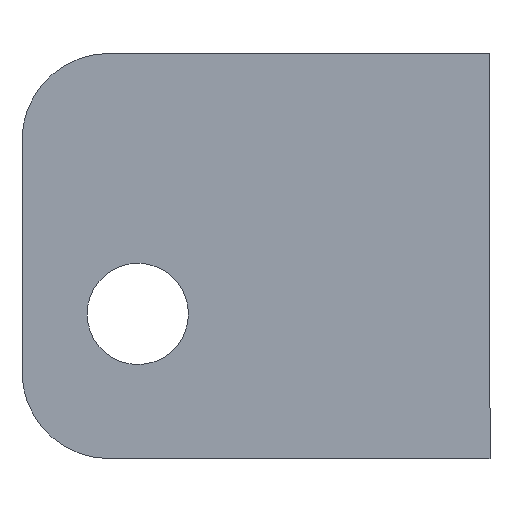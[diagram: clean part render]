
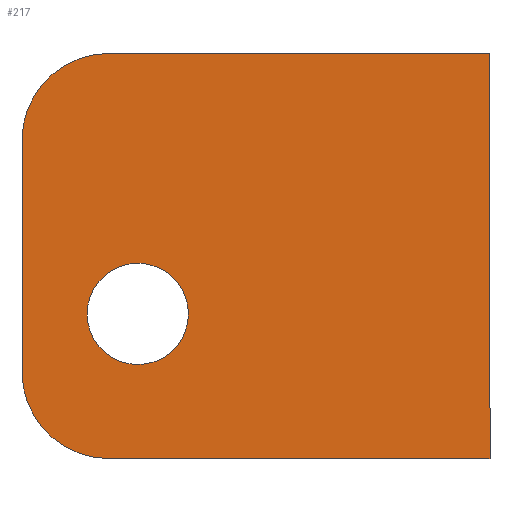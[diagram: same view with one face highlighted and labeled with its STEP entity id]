
A CAD part, front view. The second image highlights one B-rep face of the part: STEP entity #217.
In plain terms, the highlighted planar face has unit normal (0, -1, 0).
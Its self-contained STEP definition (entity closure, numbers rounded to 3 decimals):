
#1 = FACE_OUTER_BOUND ( 'NONE', #292, .T. ) ;
#3 = ORIENTED_EDGE ( 'NONE', *, *, #179, .F. ) ;
#5 = VERTEX_POINT ( 'NONE', #115 ) ;
#14 = AXIS2_PLACEMENT_3D ( 'NONE', #171, #198, #28 ) ;
#19 = VERTEX_POINT ( 'NONE', #333 ) ;
#23 = DIRECTION ( 'NONE',  ( 0., -1., 0. ) ) ;
#24 = DIRECTION ( 'NONE',  ( 0., 0., -1. ) ) ;
#25 = AXIS2_PLACEMENT_3D ( 'NONE', #195, #105, #377 ) ;
#28 = DIRECTION ( 'NONE',  ( 0., 0., 1. ) ) ;
#29 = VECTOR ( 'NONE', #243, 1000. ) ;
#34 = EDGE_LOOP ( 'NONE', ( #3, #296 ) ) ;
#52 = ORIENTED_EDGE ( 'NONE', *, *, #230, .T. ) ;
#54 = VECTOR ( 'NONE', #86, 1000. ) ;
#62 = CIRCLE ( 'NONE', #221, 1.75 ) ;
#72 = CARTESIAN_POINT ( 'NONE',  ( -54., -13., 11. ) ) ;
#73 = CARTESIAN_POINT ( 'NONE',  ( -54., -13., 14. ) ) ;
#78 = CARTESIAN_POINT ( 'NONE',  ( 72.001, -13., 0. ) ) ;
#86 = DIRECTION ( 'NONE',  ( -1., 0., 0. ) ) ;
#87 = EDGE_CURVE ( 'NONE', #331, #19, #149, .T. ) ;
#97 = FACE_BOUND ( 'NONE', #34, .T. ) ;
#99 = ORIENTED_EDGE ( 'NONE', *, *, #352, .F. ) ;
#105 = DIRECTION ( 'NONE',  ( 0., -1., 0. ) ) ;
#107 = VERTEX_POINT ( 'NONE', #364 ) ;
#115 = CARTESIAN_POINT ( 'NONE',  ( -50., -13., 3.25 ) ) ;
#119 = VERTEX_POINT ( 'NONE', #161 ) ;
#120 = ORIENTED_EDGE ( 'NONE', *, *, #87, .T. ) ;
#130 = DIRECTION ( 'NONE',  ( 0., 0., -1. ) ) ;
#149 = CIRCLE ( 'NONE', #367, 3. ) ;
#155 = LINE ( 'NONE', #218, #29 ) ;
#156 = EDGE_CURVE ( 'NONE', #353, #234, #334, .T. ) ;
#161 = CARTESIAN_POINT ( 'NONE',  ( -50., -13., 6.75 ) ) ;
#171 = CARTESIAN_POINT ( 'NONE',  ( -51., -13., 11. ) ) ;
#175 = LINE ( 'NONE', #78, #54 ) ;
#179 = EDGE_CURVE ( 'NONE', #5, #119, #265, .T. ) ;
#185 = ORIENTED_EDGE ( 'NONE', *, *, #269, .F. ) ;
#191 = CARTESIAN_POINT ( 'NONE',  ( 72.001, -13., 14. ) ) ;
#195 = CARTESIAN_POINT ( 'NONE',  ( -50., -13., 5. ) ) ;
#198 = DIRECTION ( 'NONE',  ( 0., -1., 0. ) ) ;
#199 = CIRCLE ( 'NONE', #14, 3. ) ;
#209 = VECTOR ( 'NONE', #24, 1000. ) ;
#215 = DIRECTION ( 'NONE',  ( 0., 0., 1. ) ) ;
#216 = CARTESIAN_POINT ( 'NONE',  ( 72.001, -13., 14. ) ) ;
#217 = ADVANCED_FACE ( 'NONE', ( #97, #1 ), #242, .F. ) ;
#218 = CARTESIAN_POINT ( 'NONE',  ( -37.829, -13., 200. ) ) ;
#221 = AXIS2_PLACEMENT_3D ( 'NONE', #271, #23, #130 ) ;
#230 = EDGE_CURVE ( 'NONE', #300, #331, #323, .T. ) ;
#234 = VERTEX_POINT ( 'NONE', #370 ) ;
#242 = PLANE ( 'NONE',  #297 ) ;
#243 = DIRECTION ( 'NONE',  ( 0., 0., -1. ) ) ;
#244 = CARTESIAN_POINT ( 'NONE',  ( -51., -13., 3. ) ) ;
#265 = CIRCLE ( 'NONE', #25, 1.75 ) ;
#269 = EDGE_CURVE ( 'NONE', #107, #19, #175, .T. ) ;
#271 = CARTESIAN_POINT ( 'NONE',  ( -50., -13., 5. ) ) ;
#274 = DIRECTION ( 'NONE',  ( 0., -1., 0. ) ) ;
#292 = EDGE_LOOP ( 'NONE', ( #52, #120, #185, #99, #358, #336 ) ) ;
#296 = ORIENTED_EDGE ( 'NONE', *, *, #327, .F. ) ;
#297 = AXIS2_PLACEMENT_3D ( 'NONE', #216, #340, #215 ) ;
#300 = VERTEX_POINT ( 'NONE', #72 ) ;
#302 = DIRECTION ( 'NONE',  ( 0., 0., 1. ) ) ;
#304 = CARTESIAN_POINT ( 'NONE',  ( -37.829, -13., 14. ) ) ;
#308 = CARTESIAN_POINT ( 'NONE',  ( -54., -13., 3. ) ) ;
#309 = DIRECTION ( 'NONE',  ( -1., 0., 0. ) ) ;
#311 = EDGE_CURVE ( 'NONE', #234, #300, #199, .T. ) ;
#323 = LINE ( 'NONE', #73, #209 ) ;
#327 = EDGE_CURVE ( 'NONE', #119, #5, #62, .T. ) ;
#331 = VERTEX_POINT ( 'NONE', #308 ) ;
#333 = CARTESIAN_POINT ( 'NONE',  ( -51., -13., 0. ) ) ;
#334 = LINE ( 'NONE', #191, #378 ) ;
#336 = ORIENTED_EDGE ( 'NONE', *, *, #311, .T. ) ;
#340 = DIRECTION ( 'NONE',  ( 0., 1., 0. ) ) ;
#352 = EDGE_CURVE ( 'NONE', #353, #107, #155, .T. ) ;
#353 = VERTEX_POINT ( 'NONE', #304 ) ;
#358 = ORIENTED_EDGE ( 'NONE', *, *, #156, .T. ) ;
#364 = CARTESIAN_POINT ( 'NONE',  ( -37.829, -13., 0. ) ) ;
#367 = AXIS2_PLACEMENT_3D ( 'NONE', #244, #274, #302 ) ;
#370 = CARTESIAN_POINT ( 'NONE',  ( -51., -13., 14. ) ) ;
#377 = DIRECTION ( 'NONE',  ( 0., 0., -1. ) ) ;
#378 = VECTOR ( 'NONE', #309, 1000. ) ;
